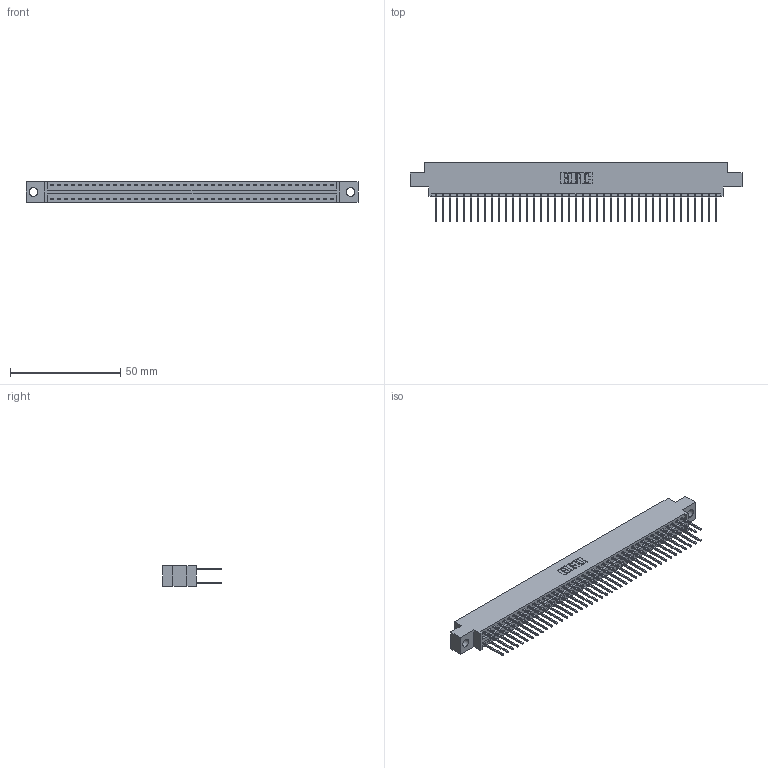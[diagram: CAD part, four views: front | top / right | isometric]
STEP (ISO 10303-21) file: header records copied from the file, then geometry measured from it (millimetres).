
FILE_DESCRIPTION (( 'STEP AP203' ), '1' );
FILE_NAME ('346-082-522-804.STEP', '2022-05-25T17:34:06', ( '' ), ( '' ), 'SwSTEP 2.0', 'SolidWorks 2020', '' );
FILE_SCHEMA (( 'CONFIG_CONTROL_DESIGN' ));
Length unit declared in the file: inch
Products named in the file (3): 346 Part_0.170 Offset - 0.156 Dia-TH; 345-292-001_345-293-122; 346-082-522-804
Assembly tree (83 placements, depth 2):
  346-082-522-804
    346 Part_0.170 Offset - 0.156 Dia-TH
    345-292-001_345-293-122  x82
Bounding box: 150.75 x 26.42 x 9.4 mm (x, y, z)
Volume: 14641.7 mm3; surface area: 21111.8 mm2
Topology: 83 solids, 83 shells, 4404 faces, 13087 edges, 8614 vertices
Faces by surface type: plane 2964, cylinder 1440
Entity records: 27461 total; most frequent: CARTESIAN_POINT 4534, ORIENTED_EDGE 4466, DIRECTION 4045, EDGE_CURVE 2233, VECTOR 1937, LINE 1937, VERTEX_POINT 1486, AXIS2_PLACEMENT_3D 1054
